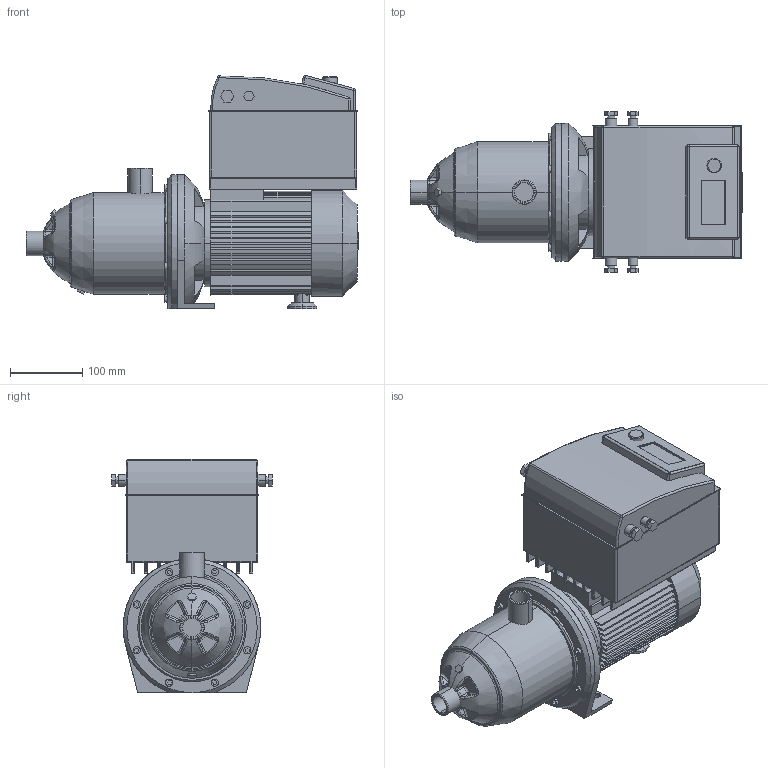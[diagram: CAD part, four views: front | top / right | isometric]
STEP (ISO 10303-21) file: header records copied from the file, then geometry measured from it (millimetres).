
FILE_DESCRIPTION((''),'2;1');
FILE_NAME('3d_MHIE205N-2_V_3-2-2G-4148407.stp','2013-12-06T13:29:36',(''),(''),'Mechanical Desktop 2009','Mechanical Desktop 2009',', , ');
FILE_SCHEMA(('CONFIG_CONTROL_DESIGN'));
Length unit declared in the file: millimetre
Products named in the file (1): Product
Bounding box: 458 x 222 x 321.8 mm (x, y, z)
Volume: 11497972.3 mm3; surface area: 726087.1 mm2
Topology: 10 solids, 10 shells, 836 faces, 2130 edges, 1292 vertices
Faces by surface type: plane 310, cylinder 296, bspline 135, sphere 58, torus 22, cone 15
Entity records: 28258 total; most frequent: CARTESIAN_POINT 8588, ORIENTED_EDGE 4124, DIRECTION 3996, EDGE_CURVE 2062, AXIS2_PLACEMENT_3D 1401, VERTEX_POINT 1292, VECTOR 1194, LINE 1194
